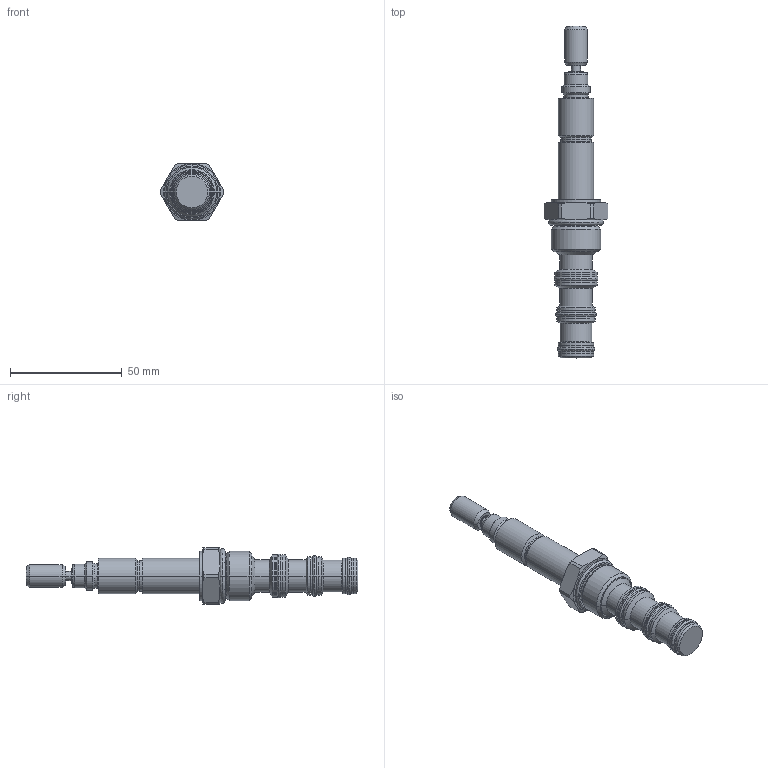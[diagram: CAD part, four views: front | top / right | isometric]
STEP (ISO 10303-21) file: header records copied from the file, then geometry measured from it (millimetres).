
FILE_DESCRIPTION((''),'2;1');
FILE_NAME('5027000_SW0002','2009-03-02T',('JCS'),(''),'PRO/ENGINEER BY PARAMETRIC TECHNOLOGY CORPORATION, 2008010','PRO/ENGINEER BY PARAMETRIC TECHNOLOGY CORPORATION, 2008010','');
FILE_SCHEMA(('CONFIG_CONTROL_DESIGN'));
Length unit declared in the file: inch
Products named in the file (1): 5027000_SW0002
Bounding box: 28.57 x 148.72 x 25.4 mm (x, y, z)
Volume: 31201.6 mm3; surface area: 11761 mm2
Topology: 3 solids, 3 shells, 251 faces, 518 edges, 298 vertices
Faces by surface type: cylinder 88, cone 62, plane 37, revolution 36, torus 28
Entity records: 7210 total; most frequent: CARTESIAN_POINT 1749, DIRECTION 1232, ORIENTED_EDGE 1036, AXIS2_PLACEMENT_3D 523, EDGE_CURVE 518, CIRCLE 308, VERTEX_POINT 298, EDGE_LOOP 280
